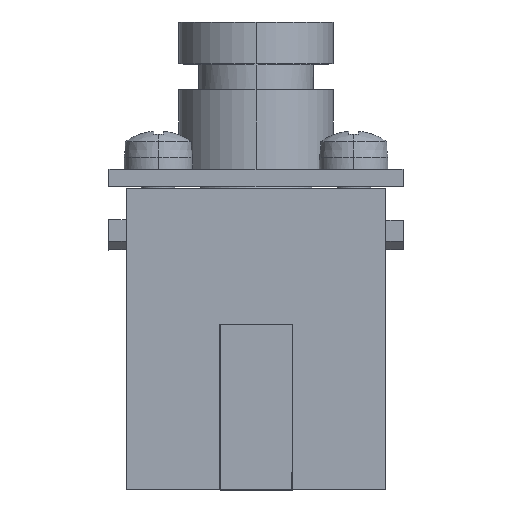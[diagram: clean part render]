
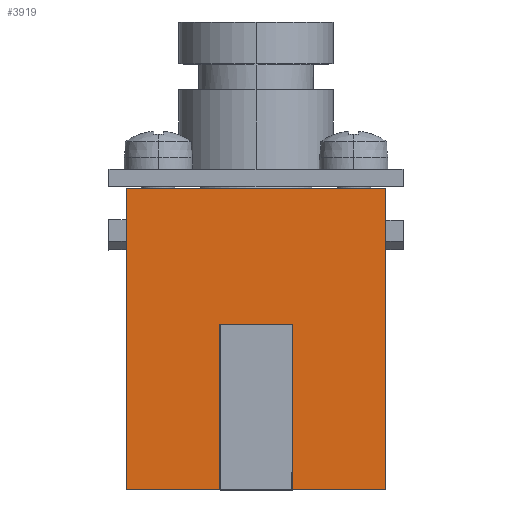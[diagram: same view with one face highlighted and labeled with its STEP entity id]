
A CAD part, left-side view. The second image highlights one B-rep face of the part: STEP entity #3919.
In plain terms, the highlighted planar face has unit normal (-1, 0, 0).
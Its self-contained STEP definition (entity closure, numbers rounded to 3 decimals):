
#3860=AXIS2_PLACEMENT_3D('Plane Axis2P3D',#3857,#3858,#3859) ;
#3618=CARTESIAN_POINT('Line Origine',(0.25,2.05,17.6)) ;
#3622=CARTESIAN_POINT('Vertex',(0.25,2.05,35.2)) ;
#3624=CARTESIAN_POINT('Vertex',(0.25,2.05,0.)) ;
#3857=CARTESIAN_POINT('Axis2P3D Location',(0.25,17.2,17.6)) ;
#3862=CARTESIAN_POINT('Line Origine',(0.25,17.2,19.361)) ;
#3866=CARTESIAN_POINT('Vertex',(0.25,12.939,19.361)) ;
#3868=CARTESIAN_POINT('Vertex',(0.25,21.461,19.361)) ;
#3871=CARTESIAN_POINT('Line Origine',(0.25,12.939,9.681)) ;
#3875=CARTESIAN_POINT('Vertex',(0.25,12.939,0.)) ;
#3878=CARTESIAN_POINT('Line Origine',(0.25,7.494,0.)) ;
#3883=CARTESIAN_POINT('Line Origine',(0.25,17.2,35.2)) ;
#3887=CARTESIAN_POINT('Vertex',(0.25,32.35,35.2)) ;
#3890=CARTESIAN_POINT('Line Origine',(0.25,32.35,17.6)) ;
#3894=CARTESIAN_POINT('Vertex',(0.25,32.35,0.)) ;
#3897=CARTESIAN_POINT('Line Origine',(0.25,26.906,0.)) ;
#3901=CARTESIAN_POINT('Vertex',(0.25,21.461,0.)) ;
#3904=CARTESIAN_POINT('Line Origine',(0.25,21.461,9.681)) ;
#3619=DIRECTION('Vector Direction',(0.,0.,-1.)) ;
#3858=DIRECTION('Axis2P3D Direction',(-1.,0.,0.)) ;
#3859=DIRECTION('Axis2P3D XDirection',(0.,0.,-1.)) ;
#3863=DIRECTION('Vector Direction',(0.,1.,0.)) ;
#3872=DIRECTION('Vector Direction',(0.,0.,-1.)) ;
#3879=DIRECTION('Vector Direction',(0.,-1.,0.)) ;
#3884=DIRECTION('Vector Direction',(0.,-1.,0.)) ;
#3891=DIRECTION('Vector Direction',(0.,0.,1.)) ;
#3898=DIRECTION('Vector Direction',(0.,-1.,0.)) ;
#3905=DIRECTION('Vector Direction',(0.,0.,1.)) ;
#3620=VECTOR('Line Direction',#3619,1.) ;
#3864=VECTOR('Line Direction',#3863,1.) ;
#3873=VECTOR('Line Direction',#3872,1.) ;
#3880=VECTOR('Line Direction',#3879,1.) ;
#3885=VECTOR('Line Direction',#3884,1.) ;
#3892=VECTOR('Line Direction',#3891,1.) ;
#3899=VECTOR('Line Direction',#3898,1.) ;
#3906=VECTOR('Line Direction',#3905,1.) ;
#3910=ORIENTED_EDGE('',*,*,#3870,.F.) ;
#3911=ORIENTED_EDGE('',*,*,#3877,.T.) ;
#3912=ORIENTED_EDGE('',*,*,#3882,.T.) ;
#3913=ORIENTED_EDGE('',*,*,#3626,.F.) ;
#3914=ORIENTED_EDGE('',*,*,#3889,.F.) ;
#3915=ORIENTED_EDGE('',*,*,#3896,.F.) ;
#3916=ORIENTED_EDGE('',*,*,#3903,.T.) ;
#3917=ORIENTED_EDGE('',*,*,#3908,.T.) ;
#3919=ADVANCED_FACE('2748240000.1\\Hauptkoerper',(#3918),#3861,.T.) ;
#3626=EDGE_CURVE('',#3623,#3625,#3621,.T.) ;
#3870=EDGE_CURVE('',#3867,#3869,#3865,.T.) ;
#3877=EDGE_CURVE('',#3867,#3876,#3874,.T.) ;
#3882=EDGE_CURVE('',#3876,#3625,#3881,.T.) ;
#3889=EDGE_CURVE('',#3888,#3623,#3886,.T.) ;
#3896=EDGE_CURVE('',#3895,#3888,#3893,.T.) ;
#3903=EDGE_CURVE('',#3895,#3902,#3900,.T.) ;
#3908=EDGE_CURVE('',#3902,#3869,#3907,.T.) ;
#3909=EDGE_LOOP('',(#3910,#3911,#3912,#3913,#3914,#3915,#3916,#3917)) ;
#3918=FACE_OUTER_BOUND('',#3909,.T.) ;
#3621=LINE('Line',#3618,#3620) ;
#3865=LINE('Line',#3862,#3864) ;
#3874=LINE('Line',#3871,#3873) ;
#3881=LINE('Line',#3878,#3880) ;
#3886=LINE('Line',#3883,#3885) ;
#3893=LINE('Line',#3890,#3892) ;
#3900=LINE('Line',#3897,#3899) ;
#3907=LINE('Line',#3904,#3906) ;
#3861=PLANE('',#3860) ;
#3623=VERTEX_POINT('',#3622) ;
#3625=VERTEX_POINT('',#3624) ;
#3867=VERTEX_POINT('',#3866) ;
#3869=VERTEX_POINT('',#3868) ;
#3876=VERTEX_POINT('',#3875) ;
#3888=VERTEX_POINT('',#3887) ;
#3895=VERTEX_POINT('',#3894) ;
#3902=VERTEX_POINT('',#3901) ;
